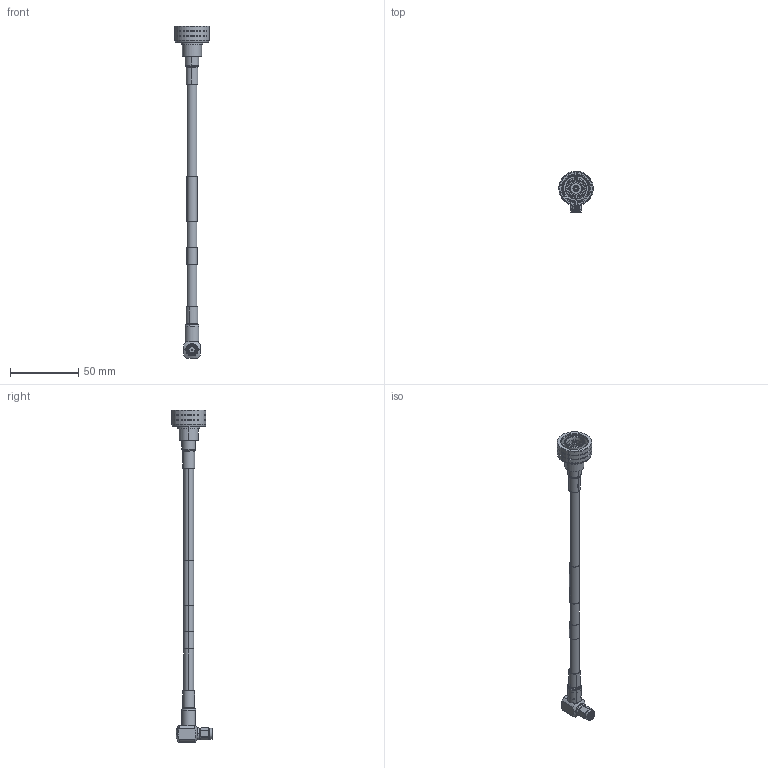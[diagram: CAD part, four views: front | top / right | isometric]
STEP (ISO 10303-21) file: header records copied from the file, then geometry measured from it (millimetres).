
FILE_DESCRIPTION (( 'STEP AP214' ), '1' );
FILE_NAME ('FMCA1920_3D.step', '2025-07-24T19:22:41', ( '' ), ( '' ), 'SwSTEP 2.0', 'SolidWorks 2022', '' );
FILE_SCHEMA (( 'AUTOMOTIVE_DESIGN' ));
Length unit declared in the file: inch
Products named in the file (6): FMCA1920_3D; TC-SPP250-4310MS-LP; HeatShrink_CA-300_1; spp-250-llpl_WITH LABEL & PIM; HeatShrink_CA-300_3; TC-SPP250-SM-RA-LP
Assembly tree (5 placements, depth 2):
  FMCA1920_3D
    spp-250-llpl_WITH LABEL & PIM
    TC-SPP250-4310MS-LP
    TC-SPP250-SM-RA-LP
    HeatShrink_CA-300_1
    HeatShrink_CA-300_3
Bounding box: 25.21 x 30.01 x 242.75 mm (x, y, z)
Volume: 17616.9 mm3; surface area: 15373.6 mm2
Topology: 5 solids, 5 shells, 365 faces, 778 edges, 468 vertices
Faces by surface type: cylinder 139, cone 94, plane 78, torus 54
Entity records: 10635 total; most frequent: CARTESIAN_POINT 2069, DIRECTION 1950, ORIENTED_EDGE 1556, AXIS2_PLACEMENT_3D 846, EDGE_CURVE 778, CIRCLE 473, VERTEX_POINT 468, EDGE_LOOP 416
